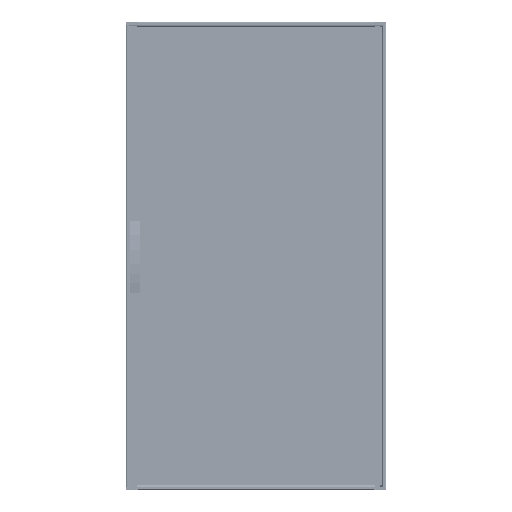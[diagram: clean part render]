
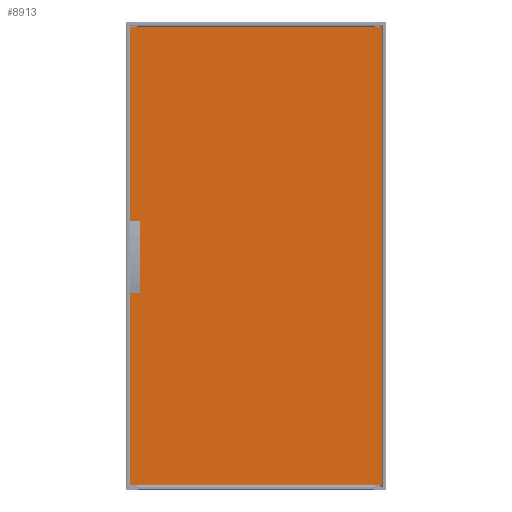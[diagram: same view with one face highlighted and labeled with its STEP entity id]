
A CAD part, top view. The second image highlights one B-rep face of the part: STEP entity #8913.
In plain terms, the highlighted planar face has unit normal (0, 0, 1).
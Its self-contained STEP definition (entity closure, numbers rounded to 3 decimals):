
#8913=ADVANCED_FACE('',(#31675),#31676,.T.);
#31675=FACE_OUTER_BOUND('',#54924,.T.);
#31676=PLANE('',#54925);
#54924=EDGE_LOOP('',(#133254,#133255,#133256,#133257,#133258,#133259,#133260,#133261));
#54925=AXIS2_PLACEMENT_3D('',#133262,#133263,#133264);
#133254=ORIENTED_EDGE('',*,*,#160833,.T.);
#133255=ORIENTED_EDGE('',*,*,#160855,.T.);
#133256=ORIENTED_EDGE('',*,*,#162454,.T.);
#133257=ORIENTED_EDGE('',*,*,#162455,.T.);
#133258=ORIENTED_EDGE('',*,*,#162456,.T.);
#133259=ORIENTED_EDGE('',*,*,#160856,.T.);
#133260=ORIENTED_EDGE('',*,*,#160844,.T.);
#133261=ORIENTED_EDGE('',*,*,#160837,.T.);
#133262=CARTESIAN_POINT('',(0.0,900.15,505.2));
#133263=DIRECTION('',(0.0,0.0,1.0));
#133264=DIRECTION('',(1.0,0.0,0.0));
#160833=EDGE_CURVE('',#203666,#203667,#203668,.T.);
#160837=EDGE_CURVE('',#203674,#203666,#203675,.T.);
#160844=EDGE_CURVE('',#203686,#203674,#203687,.T.);
#160855=EDGE_CURVE('',#203667,#203702,#203703,.T.);
#160856=EDGE_CURVE('',#203704,#203686,#203705,.T.);
#162454=EDGE_CURVE('',#203702,#205551,#205552,.T.);
#162455=EDGE_CURVE('',#205551,#205553,#205554,.T.);
#162456=EDGE_CURVE('',#205553,#203704,#205555,.T.);
#203666=VERTEX_POINT('',#264993);
#203667=VERTEX_POINT('',#264994);
#203668=LINE('',#264995,#264996);
#203674=VERTEX_POINT('',#265005);
#203675=LINE('',#265006,#265007);
#203686=VERTEX_POINT('',#265022);
#203687=LINE('',#265023,#265024);
#203702=VERTEX_POINT('',#265047);
#203703=LINE('',#265048,#265049);
#203704=VERTEX_POINT('',#265050);
#203705=LINE('',#265051,#265052);
#205551=VERTEX_POINT('',#267029);
#205552=LINE('',#267030,#267031);
#205553=VERTEX_POINT('',#267032);
#205554=LINE('',#267033,#267034);
#205555=LINE('',#267035,#267036);
#264993=CARTESIAN_POINT('',(-447.0,770.826,505.2));
#264994=CARTESIAN_POINT('',(-484.0,770.826,505.2));
#264995=CARTESIAN_POINT('',(-223.5,770.826,505.2));
#264996=VECTOR('',#307223,1.0);
#265005=CARTESIAN_POINT('',(-447.0,1029.174,505.2));
#265006=CARTESIAN_POINT('',(-447.0,898.088,505.2));
#265007=VECTOR('',#307227,1.0);
#265022=CARTESIAN_POINT('',(-484.0,1029.174,505.2));
#265023=CARTESIAN_POINT('',(-223.5,1029.174,505.2));
#265024=VECTOR('',#307238,1.0);
#265047=CARTESIAN_POINT('',(-484.0,17.5,505.2));
#265048=CARTESIAN_POINT('',(-484.0,900.15,505.2));
#265049=VECTOR('',#307253,1.0);
#265050=CARTESIAN_POINT('',(-484.0,1782.8,505.2));
#265051=CARTESIAN_POINT('',(-484.0,900.15,505.2));
#265052=VECTOR('',#307254,1.0);
#267029=CARTESIAN_POINT('',(484.0,17.5,505.2));
#267030=CARTESIAN_POINT('',(0.0,17.5,505.2));
#267031=VECTOR('',#311784,1.0);
#267032=CARTESIAN_POINT('',(484.0,1782.8,505.2));
#267033=CARTESIAN_POINT('',(484.0,900.15,505.2));
#267034=VECTOR('',#311785,1.0);
#267035=CARTESIAN_POINT('',(0.0,1782.8,505.2));
#267036=VECTOR('',#311786,1.0);
#307223=DIRECTION('',(-1.0,0.0,0.0));
#307227=DIRECTION('',(0.0,-1.0,0.0));
#307238=DIRECTION('',(1.0,0.0,0.0));
#307253=DIRECTION('',(0.0,-1.0,0.0));
#307254=DIRECTION('',(0.0,-1.0,0.0));
#311784=DIRECTION('',(1.0,0.0,0.0));
#311785=DIRECTION('',(0.0,1.0,0.0));
#311786=DIRECTION('',(-1.0,0.0,0.0));
